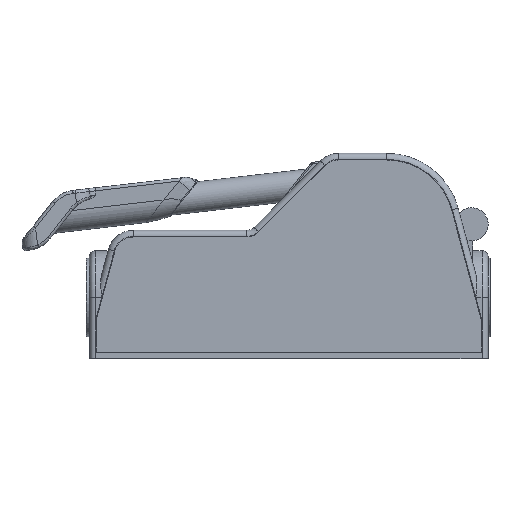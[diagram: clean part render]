
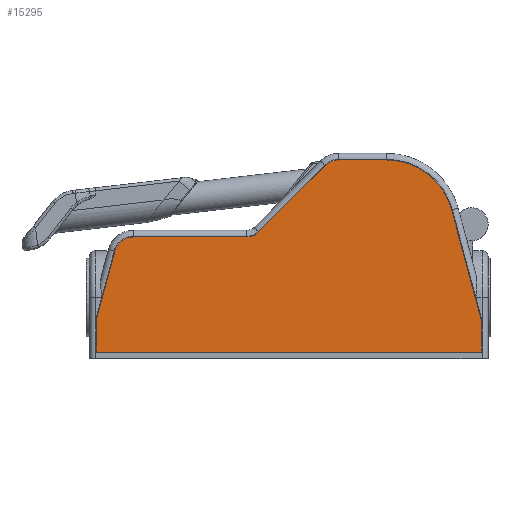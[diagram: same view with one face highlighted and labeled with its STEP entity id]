
A CAD part, front view. The second image highlights one B-rep face of the part: STEP entity #15295.
In plain terms, the highlighted planar face has unit normal (0, -1, 0).
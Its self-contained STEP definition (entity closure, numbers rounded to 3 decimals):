
#1634=LINE('',#30805,#2860);
#1635=LINE('',#30809,#2861);
#1636=LINE('',#30813,#2862);
#1637=LINE('',#30817,#2863);
#1638=LINE('',#30821,#2864);
#1639=LINE('',#30823,#2865);
#1640=LINE('',#30825,#2866);
#1641=LINE('',#30826,#2867);
#2860=VECTOR('',#20961,38.028);
#2861=VECTOR('',#20964,15.932);
#2862=VECTOR('',#20967,31.092);
#2863=VECTOR('',#20970,37.515);
#2864=VECTOR('',#20973,23.92);
#2865=VECTOR('',#20974,10.34);
#2866=VECTOR('',#20975,127.6);
#2867=VECTOR('',#20976,10.339);
#3324=PLANE('',#16838);
#4143=FACE_OUTER_BOUND('',#5157,.T.);
#5157=EDGE_LOOP('',(#13498,#13499,#13500,#13501,#13502,#13503,#13504,#13505,
#13506,#13507,#13508,#13509));
#6008=CIRCLE('',#16839,22.3);
#6009=CIRCLE('',#16840,6.3);
#6010=CIRCLE('',#16841,5.7);
#6011=CIRCLE('',#16842,6.3);
#7345=VERTEX_POINT('',#30803);
#7346=VERTEX_POINT('',#30804);
#7347=VERTEX_POINT('',#30806);
#7348=VERTEX_POINT('',#30808);
#7349=VERTEX_POINT('',#30810);
#7350=VERTEX_POINT('',#30812);
#7351=VERTEX_POINT('',#30814);
#7352=VERTEX_POINT('',#30816);
#7353=VERTEX_POINT('',#30818);
#7354=VERTEX_POINT('',#30820);
#7355=VERTEX_POINT('',#30822);
#7356=VERTEX_POINT('',#30824);
#9433=EDGE_CURVE('',#7345,#7346,#1634,.T.);
#9434=EDGE_CURVE('',#7347,#7345,#6008,.T.);
#9435=EDGE_CURVE('',#7348,#7347,#1635,.T.);
#9436=EDGE_CURVE('',#7349,#7348,#6009,.T.);
#9437=EDGE_CURVE('',#7350,#7349,#1636,.T.);
#9438=EDGE_CURVE('',#7351,#7350,#6010,.T.);
#9439=EDGE_CURVE('',#7352,#7351,#1637,.T.);
#9440=EDGE_CURVE('',#7353,#7352,#6011,.T.);
#9441=EDGE_CURVE('',#7354,#7353,#1638,.T.);
#9442=EDGE_CURVE('',#7355,#7354,#1639,.T.);
#9443=EDGE_CURVE('',#7356,#7355,#1640,.T.);
#9444=EDGE_CURVE('',#7346,#7356,#1641,.T.);
#13498=ORIENTED_EDGE('',*,*,#9433,.F.);
#13499=ORIENTED_EDGE('',*,*,#9434,.F.);
#13500=ORIENTED_EDGE('',*,*,#9435,.F.);
#13501=ORIENTED_EDGE('',*,*,#9436,.F.);
#13502=ORIENTED_EDGE('',*,*,#9437,.F.);
#13503=ORIENTED_EDGE('',*,*,#9438,.F.);
#13504=ORIENTED_EDGE('',*,*,#9439,.F.);
#13505=ORIENTED_EDGE('',*,*,#9440,.F.);
#13506=ORIENTED_EDGE('',*,*,#9441,.F.);
#13507=ORIENTED_EDGE('',*,*,#9442,.F.);
#13508=ORIENTED_EDGE('',*,*,#9443,.F.);
#13509=ORIENTED_EDGE('',*,*,#9444,.F.);
#15295=ADVANCED_FACE('',(#4143),#3324,.F.);
#16838=AXIS2_PLACEMENT_3D('',#30802,#20959,#20960);
#16839=AXIS2_PLACEMENT_3D('',#30807,#20962,#20963);
#16840=AXIS2_PLACEMENT_3D('',#30811,#20965,#20966);
#16841=AXIS2_PLACEMENT_3D('',#30815,#20968,#20969);
#16842=AXIS2_PLACEMENT_3D('',#30819,#20971,#20972);
#20959=DIRECTION('center_axis',(0.,1.,0.));
#20960=DIRECTION('ref_axis',(0.,0.,1.));
#20961=DIRECTION('',(0.259,0.,-0.966));
#20962=DIRECTION('center_axis',(0.,1.,0.));
#20963=DIRECTION('ref_axis',(0.,0.,
1.));
#20964=DIRECTION('',(1.,0.,0.));
#20965=DIRECTION('center_axis',(0.,1.,0.));
#20966=DIRECTION('ref_axis',(-0.707,0.,0.707));
#20967=DIRECTION('',(0.707,0.,0.707));
#20968=DIRECTION('center_axis',(0.,-1.,0.));
#20969=DIRECTION('ref_axis',(-0.707,0.,0.707));
#20970=DIRECTION('',(1.,0.,0.));
#20971=DIRECTION('center_axis',(0.,1.,0.));
#20972=DIRECTION('ref_axis',(-0.966,0.,0.26));
#20973=DIRECTION('',(0.26,0.,0.966));
#20974=DIRECTION('',(0.,0.,1.));
#20975=DIRECTION('',(-1.,0.,0.));
#20976=DIRECTION('',(0.,0.,-1.));
#30802=CARTESIAN_POINT('Origin',(122.5,-16.5,9.5));
#30803=CARTESIAN_POINT('',(129.958,-16.5,49.272));
#30804=CARTESIAN_POINT('',(139.8,-16.5,12.539));
#30805=CARTESIAN_POINT('',(129.958,-16.5,49.272));
#30806=CARTESIAN_POINT('',(108.417,-16.5,65.8));
#30807=CARTESIAN_POINT('Origin',(108.417,-16.5,43.5));
#30808=CARTESIAN_POINT('',(92.485,-16.5,65.8));
#30809=CARTESIAN_POINT('',(92.485,-16.5,65.8));
#30810=CARTESIAN_POINT('',(88.031,-16.5,63.955));
#30811=CARTESIAN_POINT('Origin',(92.485,-16.5,59.5));
#30812=CARTESIAN_POINT('',(66.045,-16.5,41.969));
#30813=CARTESIAN_POINT('',(66.045,-16.5,41.969));
#30814=CARTESIAN_POINT('',(62.015,-16.5,40.3));
#30815=CARTESIAN_POINT('Origin',(62.015,-16.5,46.));
#30816=CARTESIAN_POINT('',(24.5,-16.5,40.3));
#30817=CARTESIAN_POINT('',(24.5,-16.5,40.3));
#30818=CARTESIAN_POINT('',(18.416,-16.5,35.637));
#30819=CARTESIAN_POINT('Origin',(24.5,-16.5,34.));
#30820=CARTESIAN_POINT('',(12.2,-16.5,12.54));
#30821=CARTESIAN_POINT('',(12.2,-16.5,12.54));
#30822=CARTESIAN_POINT('',(12.2,-16.5,2.2));
#30823=CARTESIAN_POINT('',(12.2,-16.5,2.2));
#30824=CARTESIAN_POINT('',(139.8,-16.5,2.2));
#30825=CARTESIAN_POINT('',(139.8,-16.5,2.2));
#30826=CARTESIAN_POINT('',(139.8,-16.5,12.539));
